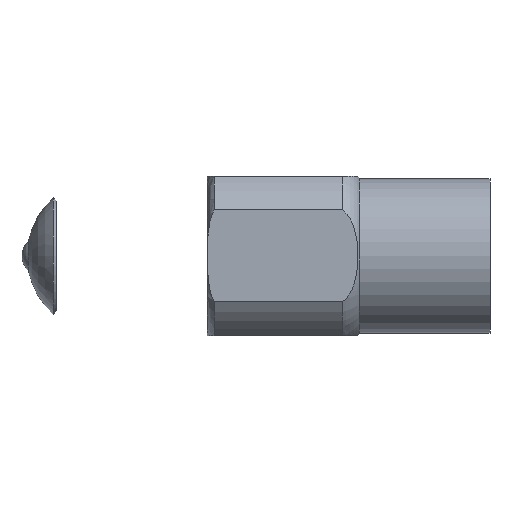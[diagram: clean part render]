
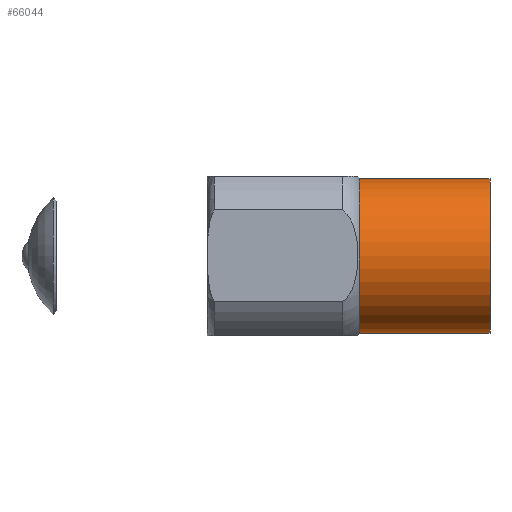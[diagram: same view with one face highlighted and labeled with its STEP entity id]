
A CAD part, top view. The second image highlights one B-rep face of the part: STEP entity #66044.
In plain terms, the highlighted cylindrical face has radius 3.15 mm (diameter 6.3 mm), a full revolution.
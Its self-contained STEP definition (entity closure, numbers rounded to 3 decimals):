
#15176=CYLINDRICAL_SURFACE('',#104498,3.15);
#24882=ORIENTED_EDGE('',*,*,#41370,.T.);
#24883=ORIENTED_EDGE('',*,*,#41369,.T.);
#41369=EDGE_CURVE('',#49630,#49630,#52899,.T.);
#41370=EDGE_CURVE('',#49631,#49631,#52900,.T.);
#49630=VERTEX_POINT('',#200046);
#49631=VERTEX_POINT('',#200049);
#52899=CIRCLE('',#104497,3.15);
#52900=CIRCLE('',#104499,3.15);
#55681=EDGE_LOOP('',(#24882));
#55682=EDGE_LOOP('',(#24883));
#60867=FACE_BOUND('',#55681,.T.);
#60868=FACE_BOUND('',#55682,.T.);
#66044=ADVANCED_FACE('',(#60867,#60868),#15176,.T.);
#104497=AXIS2_PLACEMENT_3D('',#200045,#107168,#107169);
#104498=AXIS2_PLACEMENT_3D('',#200047,#107170,#107171);
#104499=AXIS2_PLACEMENT_3D('',#200048,#107172,#107173);
#107168=DIRECTION('',(1.,0.,0.));
#107169=DIRECTION('',(0.,0.,-1.));
#107170=DIRECTION('',(-1.,0.,0.));
#107171=DIRECTION('',(0.,0.,1.));
#107172=DIRECTION('',(-1.,0.,0.));
#107173=DIRECTION('',(0.,1.,0.));
#200045=CARTESIAN_POINT('',(3.095,0.,0.));
#200046=CARTESIAN_POINT('',(3.095,0.,-3.15));
#200047=CARTESIAN_POINT('',(8.405,0.,0.));
#200048=CARTESIAN_POINT('',(8.405,0.,0.));
#200049=CARTESIAN_POINT('',(8.405,3.15,0.));
